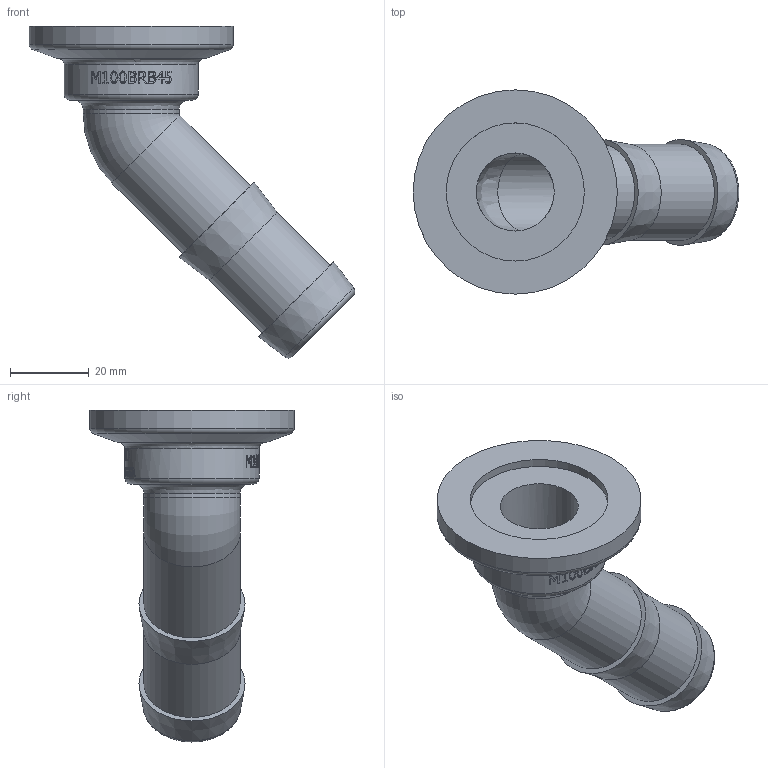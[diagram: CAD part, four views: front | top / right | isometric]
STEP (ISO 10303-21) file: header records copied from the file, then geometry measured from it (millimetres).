
FILE_DESCRIPTION((''),'2;1');
FILE_NAME('M100BRB45.stp','2009-11-16T12:16:36',('mclevenger'),(''),'Autodesk Inventor 2010','Autodesk Inventor 2010','');
FILE_SCHEMA(('AUTOMOTIVE_DESIGN { 1 0 10303 214 1 1 1 1 }'));
Length unit declared in the file: inch
Products named in the file (1): M100BRB45
Bounding box: 82.65 x 51.82 x 84.22 mm (x, y, z)
Volume: 31595.2 mm3; surface area: 18057.6 mm2
Topology: 1 solids, 24 shells, 422 faces, 1062 edges, 703 vertices
Faces by surface type: bspline 179, plane 170, cylinder 66, torus 4, cone 3
Full cylindrical faces by diameter (mm): 24.384 x3, 34.036 x1, 51.816 x1
Entity records: 32222 total; most frequent: CARTESIAN_POINT 23733, ORIENTED_EDGE 2068, DIRECTION 1137, EDGE_CURVE 1034, VERTEX_POINT 696, B_SPLINE_CURVE_WITH_KNOTS 479, EDGE_LOOP 460, VECTOR 415
